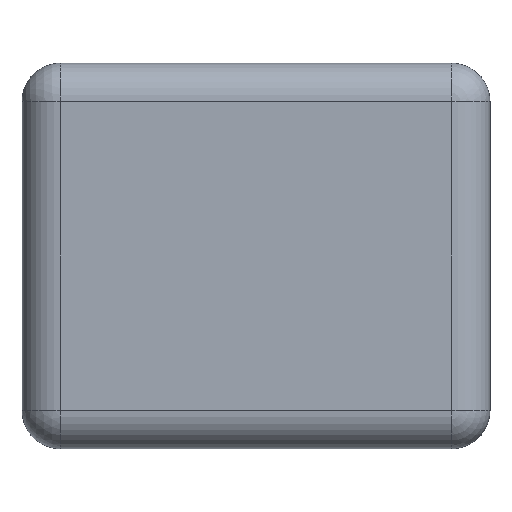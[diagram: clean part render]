
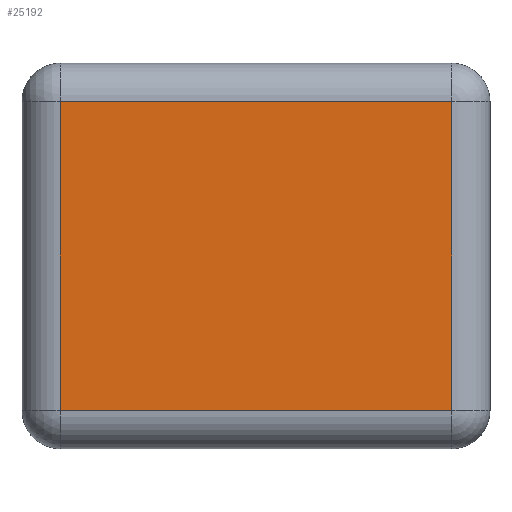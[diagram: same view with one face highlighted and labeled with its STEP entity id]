
A CAD part, front view. The second image highlights one B-rep face of the part: STEP entity #25192.
In plain terms, the highlighted planar face has unit normal (0, -1, 0).
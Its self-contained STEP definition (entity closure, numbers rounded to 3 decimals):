
#1520 = VECTOR ( 'NONE', #5255, 1000. ) ;
#3155 = VECTOR ( 'NONE', #51638, 1000. ) ;
#5255 = DIRECTION ( 'NONE',  ( -1., 0., 0. ) ) ;
#6457 = VERTEX_POINT ( 'NONE', #18860 ) ;
#11148 = VERTEX_POINT ( 'NONE', #48689 ) ;
#13711 = DIRECTION ( 'NONE',  ( 0., 0., -1. ) ) ;
#18860 = CARTESIAN_POINT ( 'NONE',  ( -407.675, -229.666, -321.95 ) ) ;
#20230 = LINE ( 'NONE', #56748, #3155 ) ;
#20539 = AXIS2_PLACEMENT_3D ( 'NONE', #49216, #28740, #13711 ) ;
#21101 = ORIENTED_EDGE ( 'NONE', *, *, #25455, .T. ) ;
#23165 = DIRECTION ( 'NONE',  ( 0., 0., -1. ) ) ;
#25104 = VECTOR ( 'NONE', #23165, 1000. ) ;
#25192 = ADVANCED_FACE ( 'NONE', ( #60467 ), #64257, .T. ) ;
#25455 = EDGE_CURVE ( 'NONE', #37139, #11148, #20230, .T. ) ;
#26842 = VECTOR ( 'NONE', #54004, 1000. ) ;
#28740 = DIRECTION ( 'NONE',  ( 0., -1., 0. ) ) ;
#31174 = LINE ( 'NONE', #41405, #1520 ) ;
#34203 = LINE ( 'NONE', #65273, #26842 ) ;
#37139 = VERTEX_POINT ( 'NONE', #47586 ) ;
#38490 = EDGE_CURVE ( 'NONE', #6457, #37139, #34203, .T. ) ;
#38522 = LINE ( 'NONE', #59336, #25104 ) ;
#41405 = CARTESIAN_POINT ( 'NONE',  ( 0., -229.666, 321.95 ) ) ;
#42334 = ORIENTED_EDGE ( 'NONE', *, *, #48575, .T. ) ;
#47586 = CARTESIAN_POINT ( 'NONE',  ( 407.675, -229.666, -321.95 ) ) ;
#48223 = EDGE_LOOP ( 'NONE', ( #42334, #54279, #58141, #21101 ) ) ;
#48494 = VERTEX_POINT ( 'NONE', #60924 ) ;
#48575 = EDGE_CURVE ( 'NONE', #11148, #48494, #31174, .T. ) ;
#48689 = CARTESIAN_POINT ( 'NONE',  ( 407.675, -229.666, 321.95 ) ) ;
#49216 = CARTESIAN_POINT ( 'NONE',  ( 0., -229.666, 0. ) ) ;
#51638 = DIRECTION ( 'NONE',  ( 0., 0., 1. ) ) ;
#54004 = DIRECTION ( 'NONE',  ( 1., 0., 0. ) ) ;
#54279 = ORIENTED_EDGE ( 'NONE', *, *, #54327, .T. ) ;
#54327 = EDGE_CURVE ( 'NONE', #48494, #6457, #38522, .T. ) ;
#56748 = CARTESIAN_POINT ( 'NONE',  ( 407.675, -229.666, 0. ) ) ;
#58141 = ORIENTED_EDGE ( 'NONE', *, *, #38490, .T. ) ;
#59336 = CARTESIAN_POINT ( 'NONE',  ( -407.675, -229.666, 0. ) ) ;
#60467 = FACE_OUTER_BOUND ( 'NONE', #48223, .T. ) ;
#60924 = CARTESIAN_POINT ( 'NONE',  ( -407.675, -229.666, 321.95 ) ) ;
#64257 = PLANE ( 'NONE',  #20539 ) ;
#65273 = CARTESIAN_POINT ( 'NONE',  ( 0., -229.666, -321.95 ) ) ;
